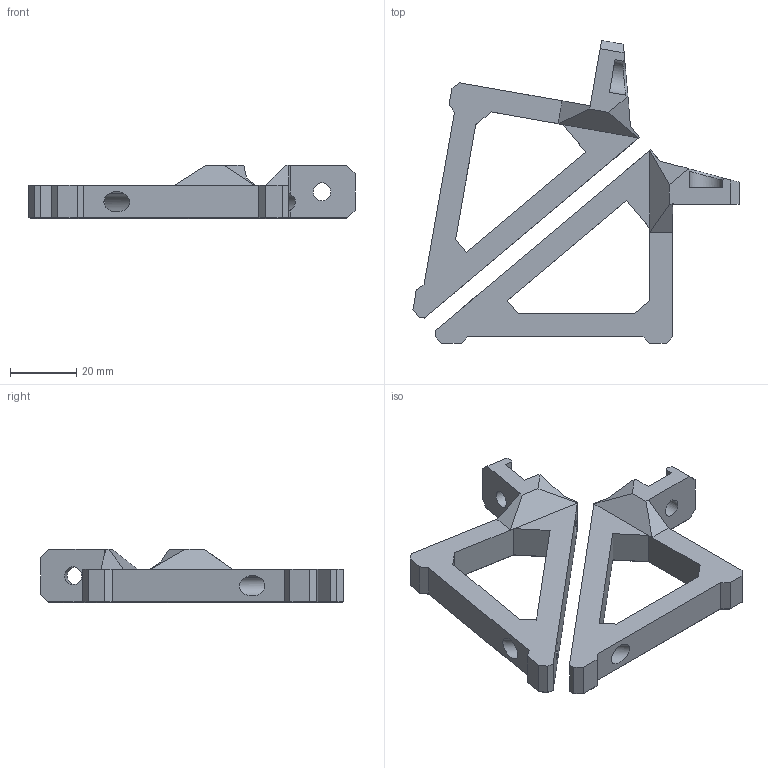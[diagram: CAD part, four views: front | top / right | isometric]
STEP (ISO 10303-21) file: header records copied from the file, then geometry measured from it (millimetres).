
FILE_DESCRIPTION(/* description */ (''),/* implementation_level */ '2;1');
FILE_NAME(/* name */ 'mmu2_frame_holder.step',/* time_stamp */ '2020-05-18T18:06:12+02:00',/* author */ (''),/* organization */ (''),/* preprocessor_version */ 'ST-DEVELOPER v18.1',/* originating_system */ 'Autodesk Translation Framework v9.3.0.1241',/* authorisation */ '');
FILE_SCHEMA (('AUTOMOTIVE_DESIGN { 1 0 10303 214 3 1 1 }'));
Length unit declared in the file: millimetre
Products named in the file (3): mmu2_frame_holder; mmu2_frame_holder_left; mmu2_frame_holder_right
Assembly tree (2 placements, depth 2):
  mmu2_frame_holder
    mmu2_frame_holder_left
    mmu2_frame_holder_right
Bounding box: 98.42 x 91.43 x 16 mm (x, y, z)
Volume: 31954.8 mm3; surface area: 15829.1 mm2
Topology: 2 solids, 14 shells, 252 faces, 606 edges, 382 vertices
Faces by surface type: plane 222, cylinder 24, torus 4, bspline 2
Entity records: 7308 total; most frequent: CARTESIAN_POINT 1335, ORIENTED_EDGE 1212, DIRECTION 1162, EDGE_CURVE 606, LINE 552, VECTOR 552, VERTEX_POINT 382, AXIS2_PLACEMENT_3D 305
